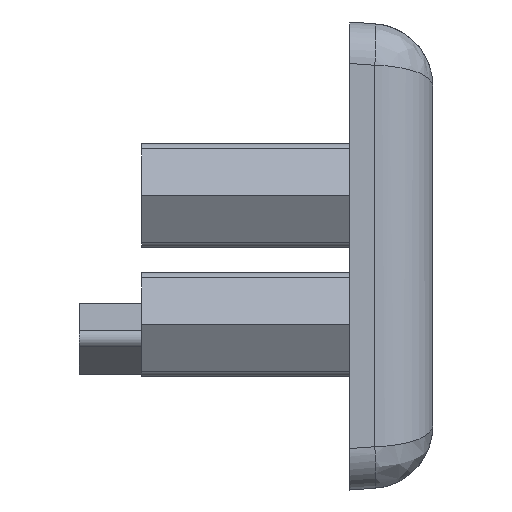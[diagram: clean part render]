
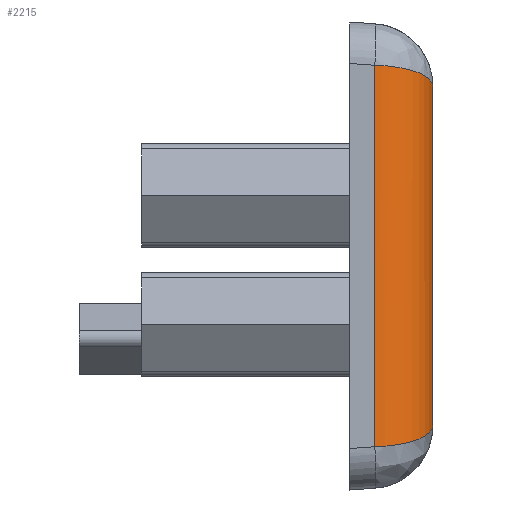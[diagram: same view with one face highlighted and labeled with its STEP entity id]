
A CAD part, front view. The second image highlights one B-rep face of the part: STEP entity #2215.
In plain terms, the highlighted cylindrical face has radius 3 mm (diameter 6 mm), a partial arc.
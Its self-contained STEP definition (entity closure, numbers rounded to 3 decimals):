
#36=ELLIPSE('',#2391,3.162,3.);
#37=ELLIPSE('',#2392,3.162,3.);
#152=FACE_OUTER_BOUND('',#283,.T.);
#283=EDGE_LOOP('',(#1570,#1571,#1572,#1573));
#442=LINE('',#3316,#694);
#446=LINE('',#3327,#698);
#694=VECTOR('',#2652,1.);
#698=VECTOR('',#2662,1.);
#1030=VERTEX_POINT('',#3314);
#1031=VERTEX_POINT('',#3315);
#1034=VERTEX_POINT('',#3323);
#1035=VERTEX_POINT('',#3325);
#1242=EDGE_CURVE('',#1030,#1031,#442,.F.);
#1246=EDGE_CURVE('',#1034,#1031,#36,.T.);
#1247=EDGE_CURVE('',#1030,#1035,#37,.T.);
#1248=EDGE_CURVE('',#1035,#1034,#446,.F.);
#1570=ORIENTED_EDGE('',*,*,#1246,.T.);
#1571=ORIENTED_EDGE('',*,*,#1242,.F.);
#1572=ORIENTED_EDGE('',*,*,#1247,.T.);
#1573=ORIENTED_EDGE('',*,*,#1248,.T.);
#2178=CYLINDRICAL_SURFACE('',#2390,3.);
#2215=ADVANCED_FACE('',(#152),#2178,.T.);
#2390=AXIS2_PLACEMENT_3D('',#3322,#2656,#2657);
#2391=AXIS2_PLACEMENT_3D('',#3324,#2658,#2659);
#2392=AXIS2_PLACEMENT_3D('',#3326,#2660,#2661);
#2652=DIRECTION('',(0.,0.,1.));
#2656=DIRECTION('center_axis',(0.,0.,
1.));
#2657=DIRECTION('ref_axis',(1.,0.,0.));
#2658=DIRECTION('center_axis',(0.,-0.316,0.949));
#2659=DIRECTION('ref_axis',(0.,0.949,0.316));
#2660=DIRECTION('center_axis',(0.,-0.316,
-0.949));
#2661=DIRECTION('ref_axis',(0.,-0.949,0.316));
#2662=DIRECTION('',(0.,0.,1.));
#3314=CARTESIAN_POINT('',(4.,-86.923,8.173));
#3315=CARTESIAN_POINT('',(4.,-86.923,-8.173));
#3316=CARTESIAN_POINT('',(4.,-86.923,11.005));
#3322=CARTESIAN_POINT('Origin',(1.,-86.923,11.005));
#3323=CARTESIAN_POINT('',(1.209,-89.915,-9.17));
#3324=CARTESIAN_POINT('Origin',(1.,-86.923,-8.173));
#3325=CARTESIAN_POINT('',(1.209,-89.915,9.17));
#3326=CARTESIAN_POINT('Origin',(1.,-86.923,8.173));
#3327=CARTESIAN_POINT('',(1.209,-89.915,11.005));
